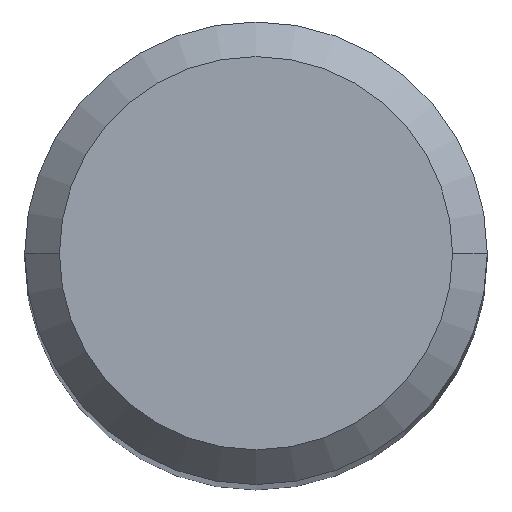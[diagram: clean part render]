
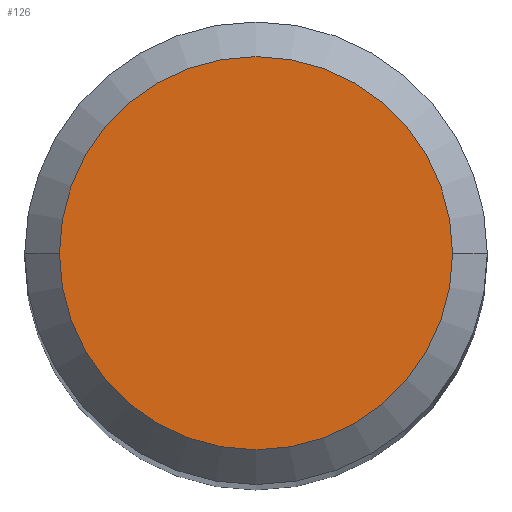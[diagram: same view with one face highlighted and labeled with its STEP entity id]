
A CAD part, top view. The second image highlights one B-rep face of the part: STEP entity #126.
In plain terms, the highlighted planar face has unit normal (0, 0, 1).
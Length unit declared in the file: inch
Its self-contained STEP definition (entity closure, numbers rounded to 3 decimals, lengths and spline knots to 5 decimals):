
#18 = CARTESIAN_POINT ( 'NONE',  ( 0., 0., 0. ) ) ;
#26 = CIRCLE ( 'NONE', #208, 0.10039 ) ;
#47 = DIRECTION ( 'NONE',  ( 0., 0., -1. ) ) ;
#54 = EDGE_CURVE ( 'NONE', #167, #201, #180, .T. ) ;
#58 = ORIENTED_EDGE ( 'NONE', *, *, #54, .T. ) ;
#77 = CARTESIAN_POINT ( 'NONE',  ( 0., 0., 0. ) ) ;
#88 = ORIENTED_EDGE ( 'NONE', *, *, #388, .T. ) ;
#92 = DIRECTION ( 'NONE',  ( 0., 0., 1. ) ) ;
#126 = ADVANCED_FACE ( 'NONE', ( #400 ), #195, .F. ) ;
#167 = VERTEX_POINT ( 'NONE', #357 ) ;
#180 = CIRCLE ( 'NONE', #449, 0.10039 ) ;
#187 = EDGE_LOOP ( 'NONE', ( #88, #58 ) ) ;
#194 = AXIS2_PLACEMENT_3D ( 'NONE', #18, #47, #369 ) ;
#195 = PLANE ( 'NONE',  #194 ) ;
#201 = VERTEX_POINT ( 'NONE', #428 ) ;
#208 = AXIS2_PLACEMENT_3D ( 'NONE', #77, #433, #216 ) ;
#216 = DIRECTION ( 'NONE',  ( 1., 0., 0. ) ) ;
#344 = DIRECTION ( 'NONE',  ( 1., 0., 0. ) ) ;
#357 = CARTESIAN_POINT ( 'NONE',  ( 0.10039, 0., 0. ) ) ;
#369 = DIRECTION ( 'NONE',  ( -1., 0., 0. ) ) ;
#388 = EDGE_CURVE ( 'NONE', #201, #167, #26, .T. ) ;
#400 = FACE_OUTER_BOUND ( 'NONE', #187, .T. ) ;
#428 = CARTESIAN_POINT ( 'NONE',  ( -0.10039, 0., 0. ) ) ;
#433 = DIRECTION ( 'NONE',  ( 0., 0., 1. ) ) ;
#449 = AXIS2_PLACEMENT_3D ( 'NONE', #451, #92, #344 ) ;
#451 = CARTESIAN_POINT ( 'NONE',  ( 0., 0., 0. ) ) ;
